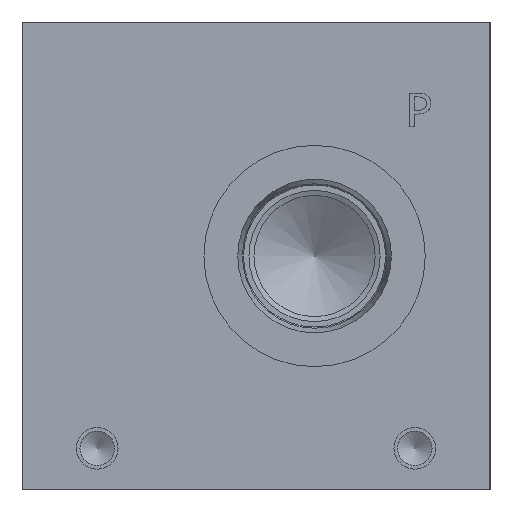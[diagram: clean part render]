
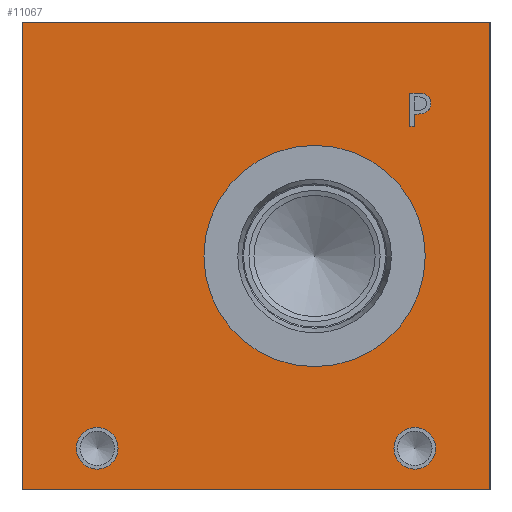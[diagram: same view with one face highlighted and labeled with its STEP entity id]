
A CAD part, left-side view. The second image highlights one B-rep face of the part: STEP entity #11067.
In plain terms, the highlighted planar face has unit normal (-1, 0, 0).
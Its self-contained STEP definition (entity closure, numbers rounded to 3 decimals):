
#131=CIRCLE('',#11673,3.962);
#132=CIRCLE('',#11674,3.962);
#133=CIRCLE('',#11675,3.962);
#134=CIRCLE('',#11676,3.962);
#135=CIRCLE('',#11677,21.019);
#136=CIRCLE('',#11678,21.019);
#384=FACE_BOUND('',#1579,.T.);
#385=FACE_BOUND('',#1580,.T.);
#386=FACE_BOUND('',#1581,.T.);
#387=FACE_BOUND('',#1582,.T.);
#483=B_SPLINE_CURVE_WITH_KNOTS('',2,(#14930,#14931,#14932,#14933),
 .UNSPECIFIED.,.F.,.F.,(3,1,3),(0.,1.,2.),.UNSPECIFIED.);
#485=B_SPLINE_CURVE_WITH_KNOTS('',2,(#14951,#14952,#14953,#14954),
 .UNSPECIFIED.,.F.,.F.,(3,1,3),(0.,1.,2.),.UNSPECIFIED.);
#487=B_SPLINE_CURVE_WITH_KNOTS('',2,(#15000,#15001,#15002,#15003),
 .UNSPECIFIED.,.F.,.F.,(3,1,3),(0.,1.,2.),.UNSPECIFIED.);
#489=B_SPLINE_CURVE_WITH_KNOTS('',2,(#15018,#15019,#15020,#15021),
 .UNSPECIFIED.,.F.,.F.,(3,1,3),(0.,1.,2.),.UNSPECIFIED.);
#978=FACE_OUTER_BOUND('',#1578,.T.);
#1578=EDGE_LOOP('',(#7173,#7174,#7175,#7176));
#1579=EDGE_LOOP('',(#7177,#7178));
#1580=EDGE_LOOP('',(#7179,#7180));
#1581=EDGE_LOOP('',(#7181,#7182));
#1582=EDGE_LOOP('',(#7183,#7184,#7185,#7186,#7187,#7188,#7189,#7190,#7191));
#2282=LINE('',#14963,#3326);
#2285=LINE('',#14969,#3329);
#2288=LINE('',#14975,#3332);
#2291=LINE('',#14981,#3335);
#2294=LINE('',#14987,#3338);
#2298=LINE('',#15030,#3342);
#2299=LINE('',#15032,#3343);
#2300=LINE('',#15034,#3344);
#2301=LINE('',#15035,#3345);
#3326=VECTOR('',#12414,10.);
#3329=VECTOR('',#12419,10.);
#3332=VECTOR('',#12424,10.);
#3335=VECTOR('',#12429,10.);
#3338=VECTOR('',#12434,10.);
#3342=VECTOR('',#12442,10.);
#3343=VECTOR('',#12443,10.);
#3344=VECTOR('',#12444,10.);
#3345=VECTOR('',#12445,10.);
#4360=VERTEX_POINT('',#14928);
#4361=VERTEX_POINT('',#14929);
#4364=VERTEX_POINT('',#14950);
#4366=VERTEX_POINT('',#14962);
#4368=VERTEX_POINT('',#14968);
#4370=VERTEX_POINT('',#14974);
#4372=VERTEX_POINT('',#14980);
#4374=VERTEX_POINT('',#14986);
#4376=VERTEX_POINT('',#14999);
#4378=VERTEX_POINT('',#15028);
#4379=VERTEX_POINT('',#15029);
#4380=VERTEX_POINT('',#15031);
#4381=VERTEX_POINT('',#15033);
#4382=VERTEX_POINT('',#15036);
#4383=VERTEX_POINT('',#15037);
#4384=VERTEX_POINT('',#15040);
#4385=VERTEX_POINT('',#15041);
#4386=VERTEX_POINT('',#15044);
#4387=VERTEX_POINT('',#15045);
#5484=EDGE_CURVE('',#4360,#4361,#483,.T.);
#5488=EDGE_CURVE('',#4364,#4360,#485,.T.);
#5491=EDGE_CURVE('',#4366,#4364,#2282,.T.);
#5494=EDGE_CURVE('',#4368,#4366,#2285,.T.);
#5497=EDGE_CURVE('',#4370,#4368,#2288,.T.);
#5500=EDGE_CURVE('',#4372,#4370,#2291,.T.);
#5503=EDGE_CURVE('',#4374,#4372,#2294,.T.);
#5506=EDGE_CURVE('',#4376,#4374,#487,.T.);
#5509=EDGE_CURVE('',#4361,#4376,#489,.T.);
#5511=EDGE_CURVE('',#4378,#4379,#2298,.T.);
#5512=EDGE_CURVE('',#4379,#4380,#2299,.T.);
#5513=EDGE_CURVE('',#4381,#4380,#2300,.T.);
#5514=EDGE_CURVE('',#4378,#4381,#2301,.T.);
#5515=EDGE_CURVE('',#4382,#4383,#131,.T.);
#5516=EDGE_CURVE('',#4383,#4382,#132,.T.);
#5517=EDGE_CURVE('',#4384,#4385,#133,.T.);
#5518=EDGE_CURVE('',#4385,#4384,#134,.T.);
#5519=EDGE_CURVE('',#4386,#4387,#135,.T.);
#5520=EDGE_CURVE('',#4387,#4386,#136,.T.);
#7173=ORIENTED_EDGE('',*,*,#5511,.T.);
#7174=ORIENTED_EDGE('',*,*,#5512,.T.);
#7175=ORIENTED_EDGE('',*,*,#5513,.F.);
#7176=ORIENTED_EDGE('',*,*,#5514,.F.);
#7177=ORIENTED_EDGE('',*,*,#5515,.T.);
#7178=ORIENTED_EDGE('',*,*,#5516,.T.);
#7179=ORIENTED_EDGE('',*,*,#5517,.T.);
#7180=ORIENTED_EDGE('',*,*,#5518,.T.);
#7181=ORIENTED_EDGE('',*,*,#5519,.T.);
#7182=ORIENTED_EDGE('',*,*,#5520,.T.);
#7183=ORIENTED_EDGE('',*,*,#5484,.T.);
#7184=ORIENTED_EDGE('',*,*,#5509,.T.);
#7185=ORIENTED_EDGE('',*,*,#5506,.T.);
#7186=ORIENTED_EDGE('',*,*,#5503,.T.);
#7187=ORIENTED_EDGE('',*,*,#5500,.T.);
#7188=ORIENTED_EDGE('',*,*,#5497,.T.);
#7189=ORIENTED_EDGE('',*,*,#5494,.T.);
#7190=ORIENTED_EDGE('',*,*,#5491,.T.);
#7191=ORIENTED_EDGE('',*,*,#5488,.T.);
#10299=PLANE('',#11672);
#11067=ADVANCED_FACE('',(#978,#384,#385,#386,#387),#10299,.T.);
#11672=AXIS2_PLACEMENT_3D('',#15027,#12440,#12441);
#11673=AXIS2_PLACEMENT_3D('',#15038,#12446,#12447);
#11674=AXIS2_PLACEMENT_3D('',#15039,#12448,#12449);
#11675=AXIS2_PLACEMENT_3D('',#15042,#12450,#12451);
#11676=AXIS2_PLACEMENT_3D('',#15043,#12452,#12453);
#11677=AXIS2_PLACEMENT_3D('',#15046,#12454,#12455);
#11678=AXIS2_PLACEMENT_3D('',#15047,#12456,#12457);
#12414=DIRECTION('',(0.,-1.,0.));
#12419=DIRECTION('',(0.,0.,1.));
#12424=DIRECTION('',(0.,1.,0.));
#12429=DIRECTION('',(0.,0.,-1.));
#12434=DIRECTION('',(0.,1.,0.));
#12440=DIRECTION('center_axis',(-1.,0.,0.));
#12441=DIRECTION('ref_axis',(0.,-1.,0.));
#12442=DIRECTION('',(0.,-1.,0.));
#12443=DIRECTION('',(0.,0.,1.));
#12444=DIRECTION('',(0.,-1.,0.));
#12445=DIRECTION('',(0.,0.,1.));
#12446=DIRECTION('center_axis',(1.,0.,0.));
#12447=DIRECTION('ref_axis',(0.,1.,0.));
#12448=DIRECTION('center_axis',(1.,0.,0.));
#12449=DIRECTION('ref_axis',(0.,1.,0.));
#12450=DIRECTION('center_axis',(1.,0.,0.));
#12451=DIRECTION('ref_axis',(0.,1.,0.));
#12452=DIRECTION('center_axis',(1.,0.,0.));
#12453=DIRECTION('ref_axis',(0.,1.,0.));
#12454=DIRECTION('center_axis',(1.,0.,0.));
#12455=DIRECTION('ref_axis',(0.,0.,1.));
#12456=DIRECTION('center_axis',(1.,0.,0.));
#12457=DIRECTION('ref_axis',(0.,0.,1.));
#14928=CARTESIAN_POINT('',(0.,11.974,75.01));
#14929=CARTESIAN_POINT('',(0.,11.218,73.492));
#14930=CARTESIAN_POINT('Ctrl Pts',(0.,11.974,75.01));
#14931=CARTESIAN_POINT('Ctrl Pts',(0.,11.619,74.768));
#14932=CARTESIAN_POINT('Ctrl Pts',(0.,11.218,74.022));
#14933=CARTESIAN_POINT('Ctrl Pts',(0.,11.218,73.492));
#14950=CARTESIAN_POINT('',(0.,13.637,75.406));
#14951=CARTESIAN_POINT('Ctrl Pts',(0.,13.637,75.406));
#14952=CARTESIAN_POINT('Ctrl Pts',(0.,13.071,75.406));
#14953=CARTESIAN_POINT('Ctrl Pts',(0.,12.278,75.221));
#14954=CARTESIAN_POINT('Ctrl Pts',(0.,11.974,75.01));
#14962=CARTESIAN_POINT('',(0.,15.232,75.406));
#14963=CARTESIAN_POINT('',(0.,52.066,75.406));
#14968=CARTESIAN_POINT('',(0.,15.232,69.056));
#14969=CARTESIAN_POINT('',(0.,15.232,34.528));
#14974=CARTESIAN_POINT('',(0.,14.388,69.056));
#14975=CARTESIAN_POINT('',(0.,51.644,69.056));
#14980=CARTESIAN_POINT('',(0.,14.388,71.423));
#14981=CARTESIAN_POINT('',(0.,14.388,35.712));
#14986=CARTESIAN_POINT('',(0.,13.673,71.423));
#14987=CARTESIAN_POINT('',(0.,51.286,71.423));
#14999=CARTESIAN_POINT('',(0.,11.774,72.082));
#15000=CARTESIAN_POINT('Ctrl Pts',(0.,11.774,72.082));
#15001=CARTESIAN_POINT('Ctrl Pts',(0.,12.103,71.758));
#15002=CARTESIAN_POINT('Ctrl Pts',(0.,12.993,71.423));
#15003=CARTESIAN_POINT('Ctrl Pts',(0.,13.673,71.423));
#15018=CARTESIAN_POINT('Ctrl Pts',(0.,11.218,73.492));
#15019=CARTESIAN_POINT('Ctrl Pts',(0.,11.218,73.08));
#15020=CARTESIAN_POINT('Ctrl Pts',(0.,11.511,72.339));
#15021=CARTESIAN_POINT('Ctrl Pts',(0.,11.774,72.082));
#15027=CARTESIAN_POINT('Origin',(0.,88.9,0.));
#15028=CARTESIAN_POINT('',(0.,88.9,0.));
#15029=CARTESIAN_POINT('',(0.,0.,0.));
#15030=CARTESIAN_POINT('',(0.,88.9,0.));
#15031=CARTESIAN_POINT('',(0.,0.,88.9));
#15032=CARTESIAN_POINT('',(0.,0.,0.));
#15033=CARTESIAN_POINT('',(0.,88.9,88.9));
#15034=CARTESIAN_POINT('',(0.,88.9,88.9));
#15035=CARTESIAN_POINT('',(0.,88.9,0.));
#15036=CARTESIAN_POINT('',(0.,18.237,7.925));
#15037=CARTESIAN_POINT('',(0.,10.312,7.925));
#15038=CARTESIAN_POINT('Origin',(0.,14.275,7.925));
#15039=CARTESIAN_POINT('Origin',(0.,14.275,7.925));
#15040=CARTESIAN_POINT('',(0.,78.588,7.925));
#15041=CARTESIAN_POINT('',(0.,70.663,7.925));
#15042=CARTESIAN_POINT('Origin',(0.,74.625,7.925));
#15043=CARTESIAN_POINT('Origin',(0.,74.625,7.925));
#15044=CARTESIAN_POINT('',(0.,33.325,65.469));
#15045=CARTESIAN_POINT('',(0.,33.325,23.432));
#15046=CARTESIAN_POINT('Origin',(0.,33.325,44.45));
#15047=CARTESIAN_POINT('Origin',(0.,33.325,44.45));
